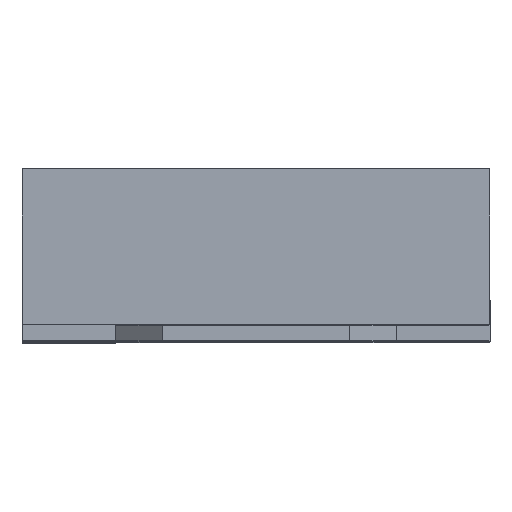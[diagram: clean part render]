
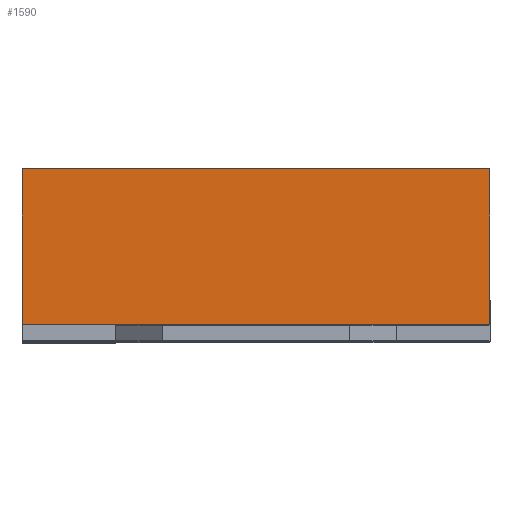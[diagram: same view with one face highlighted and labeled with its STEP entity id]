
A CAD part, top view. The second image highlights one B-rep face of the part: STEP entity #1590.
In plain terms, the highlighted planar face has unit normal (0, 0, 1).
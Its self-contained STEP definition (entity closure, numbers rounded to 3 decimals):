
#144 = EDGE_CURVE ( 'NONE', #1273, #1669, #1139, .T. ) ;
#229 = LINE ( 'NONE', #5139, #1991 ) ;
#343 = EDGE_CURVE ( 'NONE', #1669, #1483, #1435, .T. ) ;
#410 = DIRECTION ( 'NONE',  ( 1., 0., 0. ) ) ;
#545 = DIRECTION ( 'NONE',  ( 0., -1., 0. ) ) ;
#630 = ORIENTED_EDGE ( 'NONE', *, *, #1336, .F. ) ;
#657 = CARTESIAN_POINT ( 'NONE',  ( -0.75, 0.55, 2.75 ) ) ;
#1139 = LINE ( 'NONE', #2911, #1249 ) ;
#1222 = PLANE ( 'NONE',  #1836 ) ;
#1249 = VECTOR ( 'NONE', #4543, 1000. ) ;
#1273 = VERTEX_POINT ( 'NONE', #657 ) ;
#1336 = EDGE_CURVE ( 'NONE', #2516, #1483, #2204, .T. ) ;
#1382 = ORIENTED_EDGE ( 'NONE', *, *, #343, .T. ) ;
#1435 = LINE ( 'NONE', #4973, #3332 ) ;
#1483 = VERTEX_POINT ( 'NONE', #3714 ) ;
#1590 = ADVANCED_FACE ( 'NONE', ( #4122 ), #1222, .F. ) ;
#1669 = VERTEX_POINT ( 'NONE', #3437 ) ;
#1836 = AXIS2_PLACEMENT_3D ( 'NONE', #2389, #3369, #3780 ) ;
#1991 = VECTOR ( 'NONE', #3897, 1000. ) ;
#2153 = VECTOR ( 'NONE', #545, 1000. ) ;
#2204 = LINE ( 'NONE', #5137, #2153 ) ;
#2389 = CARTESIAN_POINT ( 'NONE',  ( -0.75, 6.801, 2.75 ) ) ;
#2516 = VERTEX_POINT ( 'NONE', #3505 ) ;
#2854 = EDGE_LOOP ( 'NONE', ( #5035, #3170, #1382, #630 ) ) ;
#2911 = CARTESIAN_POINT ( 'NONE',  ( -0.75, 6.801, 2.75 ) ) ;
#3170 = ORIENTED_EDGE ( 'NONE', *, *, #144, .T. ) ;
#3332 = VECTOR ( 'NONE', #410, 1000. ) ;
#3369 = DIRECTION ( 'NONE',  ( 0., 0., -1. ) ) ;
#3437 = CARTESIAN_POINT ( 'NONE',  ( -0.75, 0.05, 2.75 ) ) ;
#3505 = CARTESIAN_POINT ( 'NONE',  ( 0.75, 0.55, 2.75 ) ) ;
#3714 = CARTESIAN_POINT ( 'NONE',  ( 0.75, 0.05, 2.75 ) ) ;
#3780 = DIRECTION ( 'NONE',  ( -1., 0., 0. ) ) ;
#3897 = DIRECTION ( 'NONE',  ( 1., 0., 0. ) ) ;
#4095 = EDGE_CURVE ( 'NONE', #1273, #2516, #229, .T. ) ;
#4122 = FACE_OUTER_BOUND ( 'NONE', #2854, .T. ) ;
#4543 = DIRECTION ( 'NONE',  ( 0., -1., 0. ) ) ;
#4973 = CARTESIAN_POINT ( 'NONE',  ( -0.75, 0.05, 2.75 ) ) ;
#5035 = ORIENTED_EDGE ( 'NONE', *, *, #4095, .F. ) ;
#5137 = CARTESIAN_POINT ( 'NONE',  ( 0.75, 6.801, 2.75 ) ) ;
#5139 = CARTESIAN_POINT ( 'NONE',  ( -0.75, 0.55, 2.75 ) ) ;
